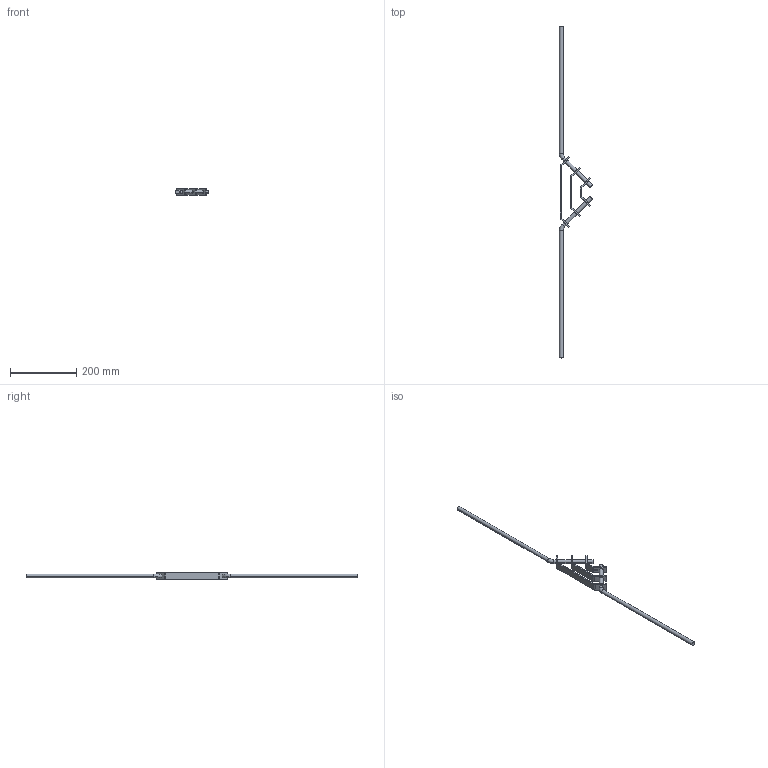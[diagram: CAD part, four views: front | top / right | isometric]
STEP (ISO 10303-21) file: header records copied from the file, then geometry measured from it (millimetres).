
FILE_DESCRIPTION (( 'STEP AP203' ), '1' );
FILE_NAME ('56307-240.step', '2015-09-17T15:40:20', ( '' ), ( '' ), 'SwSTEP 2.0', 'SolidWorks 2015', '' );
FILE_SCHEMA (( 'CONFIG_CONTROL_DESIGN' ));
Length unit declared in the file: millimetre
Products named in the file (1): 56307-240
Bounding box: 100 x 1000 x 20 mm (x, y, z)
Volume: 155025.2 mm3; surface area: 61999.7 mm2
Topology: 1 solids, 1 shells, 183 faces, 478 edges, 316 vertices
Faces by surface type: plane 99, bspline 48, cylinder 32, torus 4
Entity records: 7961 total; most frequent: CARTESIAN_POINT 3634, ORIENTED_EDGE 956, DIRECTION 722, EDGE_CURVE 478, VERTEX_POINT 316, LINE 314, VECTOR 314, EDGE_LOOP 206
